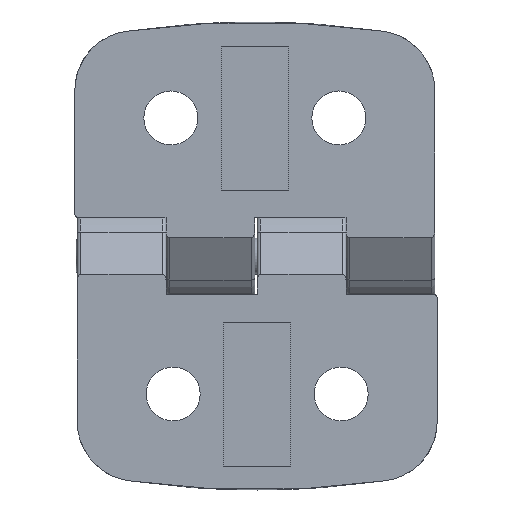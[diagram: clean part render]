
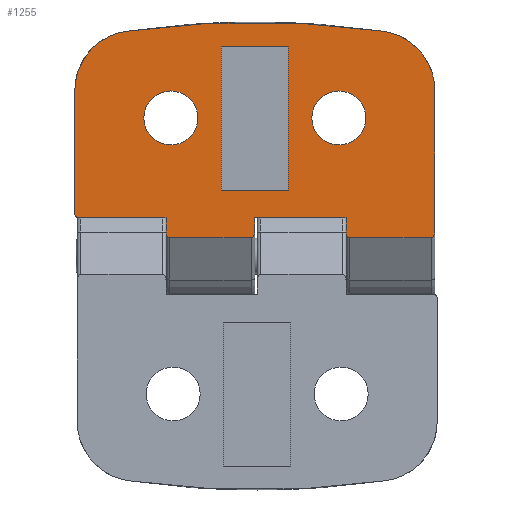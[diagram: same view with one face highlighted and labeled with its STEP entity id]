
A CAD part, front view. The second image highlights one B-rep face of the part: STEP entity #1255.
In plain terms, the highlighted planar face has unit normal (0, -1, 0).
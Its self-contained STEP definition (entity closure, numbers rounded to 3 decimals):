
#563=CARTESIAN_POINT('',(7.,0.,13.75));
#564=VERTEX_POINT('',#563);
#565=CARTESIAN_POINT('',(7.,0.,11.5));
#566=DIRECTION('',(0.0,-1.0,0.0));
#567=DIRECTION('',(0.0,0.0,-1.0));
#568=AXIS2_PLACEMENT_3D('',#565,#566,#567);
#569=CIRCLE('',#568,2.25);
#570=EDGE_CURVE('',#564,#564,#569,.T.);
#583=CARTESIAN_POINT('',(-7.,0.,13.75));
#584=VERTEX_POINT('',#583);
#585=CARTESIAN_POINT('',(-7.,0.,11.5));
#586=DIRECTION('',(0.0,-1.0,0.0));
#587=DIRECTION('',(0.0,0.0,1.0));
#588=AXIS2_PLACEMENT_3D('',#585,#586,#587);
#589=CIRCLE('',#588,2.25);
#590=EDGE_CURVE('',#584,#584,#589,.T.);
#724=CARTESIAN_POINT('',(-10.714,0.,18.731));
#725=VERTEX_POINT('',#724);
#732=CARTESIAN_POINT('',(10.714,0.,18.731));
#733=VERTEX_POINT('',#732);
#734=CARTESIAN_POINT('',(0.,0.,-55.5));
#735=DIRECTION('',(0.0,1.0,0.0));
#736=DIRECTION('',(0.0,0.0,1.0));
#737=AXIS2_PLACEMENT_3D('',#734,#735,#736);
#738=CIRCLE('',#737,75.0);
#739=EDGE_CURVE('',#725,#733,#738,.T.);
#1074=CARTESIAN_POINT('',(-15.0,0.,19.5));
#1075=DIRECTION('',(0.0,-1.0,0.0));
#1076=DIRECTION('',(0.0,0.0,-1.0));
#1077=AXIS2_PLACEMENT_3D('',#1074,#1075,#1076);
#1078=PLANE('',#1077);
#1079=CARTESIAN_POINT('',(-7.4,0.,2.126));
#1080=VERTEX_POINT('',#1079);
#1081=CARTESIAN_POINT('',(-7.4,0.,3.2));
#1082=VERTEX_POINT('',#1081);
#1083=CARTESIAN_POINT('',(-7.4,0.,2.126));
#1084=DIRECTION('',(0.0,0.0,1.0));
#1085=VECTOR('',#1084,1.074);
#1086=LINE('',#1083,#1085);
#1087=EDGE_CURVE('',#1080,#1082,#1086,.T.);
#1088=ORIENTED_EDGE('',*,*,#1087,.F.);
#1089=CARTESIAN_POINT('',(-7.1,0.,1.526));
#1090=VERTEX_POINT('',#1089);
#1091=CARTESIAN_POINT('',(-7.1,0.,2.126));
#1092=DIRECTION('',(0.0,-1.0,0.0));
#1093=DIRECTION('',(0.,0.0,-1.0));
#1094=AXIS2_PLACEMENT_3D('',#1091,#1092,#1093);
#1095=ELLIPSE('',#1094,0.6,0.3);
#1096=EDGE_CURVE('',#1080,#1090,#1095,.T.);
#1097=ORIENTED_EDGE('',*,*,#1096,.T.);
#1098=CARTESIAN_POINT('',(-0.3,0.,1.526));
#1099=VERTEX_POINT('',#1098);
#1100=CARTESIAN_POINT('',(-7.1,0.,1.526));
#1101=DIRECTION('',(1.0,0.0,0.0));
#1102=VECTOR('',#1101,6.8);
#1103=LINE('',#1100,#1102);
#1104=EDGE_CURVE('',#1090,#1099,#1103,.T.);
#1105=ORIENTED_EDGE('',*,*,#1104,.T.);
#1106=CARTESIAN_POINT('',(0.,0.,2.126));
#1107=VERTEX_POINT('',#1106);
#1108=CARTESIAN_POINT('',(-0.3,0.,2.126));
#1109=DIRECTION('',(0.0,-1.0,0.0));
#1110=DIRECTION('',(0.0,0.0,-1.0));
#1111=AXIS2_PLACEMENT_3D('',#1108,#1109,#1110);
#1112=ELLIPSE('',#1111,0.6,0.3);
#1113=EDGE_CURVE('',#1099,#1107,#1112,.T.);
#1114=ORIENTED_EDGE('',*,*,#1113,.T.);
#1115=CARTESIAN_POINT('',(0.,0.,3.2));
#1116=VERTEX_POINT('',#1115);
#1117=CARTESIAN_POINT('',(0.,0.,2.126));
#1118=DIRECTION('',(0.0,0.0,1.0));
#1119=VECTOR('',#1118,1.074);
#1120=LINE('',#1117,#1119);
#1121=EDGE_CURVE('',#1107,#1116,#1120,.T.);
#1122=ORIENTED_EDGE('',*,*,#1121,.T.);
#1123=CARTESIAN_POINT('',(7.6,0.,3.2));
#1124=VERTEX_POINT('',#1123);
#1125=CARTESIAN_POINT('',(7.6,0.,3.2));
#1126=DIRECTION('',(-1.0,0.0,0.0));
#1127=VECTOR('',#1126,7.6);
#1128=LINE('',#1125,#1127);
#1129=EDGE_CURVE('',#1124,#1116,#1128,.T.);
#1130=ORIENTED_EDGE('',*,*,#1129,.F.);
#1131=CARTESIAN_POINT('',(7.6,0.,2.126));
#1132=VERTEX_POINT('',#1131);
#1133=CARTESIAN_POINT('',(7.6,0.,2.126));
#1134=DIRECTION('',(0.0,0.0,1.0));
#1135=VECTOR('',#1134,1.074);
#1136=LINE('',#1133,#1135);
#1137=EDGE_CURVE('',#1132,#1124,#1136,.T.);
#1138=ORIENTED_EDGE('',*,*,#1137,.F.);
#1139=CARTESIAN_POINT('',(7.9,0.,1.526));
#1140=VERTEX_POINT('',#1139);
#1141=CARTESIAN_POINT('',(7.9,0.,2.126));
#1142=DIRECTION('',(0.0,-1.0,0.0));
#1143=DIRECTION('',(0.,0.0,-1.0));
#1144=AXIS2_PLACEMENT_3D('',#1141,#1142,#1143);
#1145=ELLIPSE('',#1144,0.6,0.3);
#1146=EDGE_CURVE('',#1132,#1140,#1145,.T.);
#1147=ORIENTED_EDGE('',*,*,#1146,.T.);
#1148=CARTESIAN_POINT('',(14.7,0.,1.526));
#1149=VERTEX_POINT('',#1148);
#1150=CARTESIAN_POINT('',(7.9,0.,1.526));
#1151=DIRECTION('',(1.0,0.0,0.0));
#1152=VECTOR('',#1151,6.8);
#1153=LINE('',#1150,#1152);
#1154=EDGE_CURVE('',#1140,#1149,#1153,.T.);
#1155=ORIENTED_EDGE('',*,*,#1154,.T.);
#1156=CARTESIAN_POINT('',(15.0,0.,2.126));
#1157=VERTEX_POINT('',#1156);
#1158=CARTESIAN_POINT('',(14.7,0.,2.126));
#1159=DIRECTION('',(0.0,-1.0,0.0));
#1160=DIRECTION('',(0.,0.0,-1.0));
#1161=AXIS2_PLACEMENT_3D('',#1158,#1159,#1160);
#1162=ELLIPSE('',#1161,0.6,0.3);
#1163=EDGE_CURVE('',#1149,#1157,#1162,.T.);
#1164=ORIENTED_EDGE('',*,*,#1163,.T.);
#1165=CARTESIAN_POINT('',(15.0,0.,13.782));
#1166=VERTEX_POINT('',#1165);
#1167=CARTESIAN_POINT('',(15.0,0.,2.126));
#1168=DIRECTION('',(0.0,0.0,1.0));
#1169=VECTOR('',#1168,11.656);
#1170=LINE('',#1167,#1169);
#1171=EDGE_CURVE('',#1157,#1166,#1170,.T.);
#1172=ORIENTED_EDGE('',*,*,#1171,.T.);
#1173=CARTESIAN_POINT('',(10.0,0.,13.782));
#1174=DIRECTION('',(0.0,1.0,0.0));
#1175=DIRECTION('',(0.0,0.0,1.0));
#1176=AXIS2_PLACEMENT_3D('',#1173,#1174,#1175);
#1177=CIRCLE('',#1176,5.0);
#1178=EDGE_CURVE('',#733,#1166,#1177,.T.);
#1179=ORIENTED_EDGE('',*,*,#1178,.F.);
#1180=ORIENTED_EDGE('',*,*,#739,.F.);
#1181=CARTESIAN_POINT('',(-15.0,0.,13.782));
#1182=VERTEX_POINT('',#1181);
#1183=CARTESIAN_POINT('',(-10.0,0.,13.782));
#1184=DIRECTION('',(0.0,1.0,0.0));
#1185=DIRECTION('',(0.0,0.0,-1.0));
#1186=AXIS2_PLACEMENT_3D('',#1183,#1184,#1185);
#1187=CIRCLE('',#1186,5.0);
#1188=EDGE_CURVE('',#1182,#725,#1187,.T.);
#1189=ORIENTED_EDGE('',*,*,#1188,.F.);
#1190=CARTESIAN_POINT('',(-15.0,0.,3.512));
#1191=VERTEX_POINT('',#1190);
#1192=CARTESIAN_POINT('',(-15.0,0.,3.512));
#1193=DIRECTION('',(0.0,0.0,1.0));
#1194=VECTOR('',#1193,10.27);
#1195=LINE('',#1192,#1194);
#1196=EDGE_CURVE('',#1191,#1182,#1195,.T.);
#1197=ORIENTED_EDGE('',*,*,#1196,.F.);
#1198=CARTESIAN_POINT('',(-14.7,0.,3.2));
#1199=VERTEX_POINT('',#1198);
#1200=CARTESIAN_POINT('',(-14.7,0.,3.512));
#1201=DIRECTION('',(0.0,-1.0,0.0));
#1202=DIRECTION('',(0.,0.0,-1.0));
#1203=AXIS2_PLACEMENT_3D('',#1200,#1201,#1202);
#1204=ELLIPSE('',#1203,0.312,0.3);
#1205=EDGE_CURVE('',#1191,#1199,#1204,.T.);
#1206=ORIENTED_EDGE('',*,*,#1205,.T.);
#1207=CARTESIAN_POINT('',(-14.7,0.,3.2));
#1208=DIRECTION('',(1.0,0.0,0.0));
#1209=VECTOR('',#1208,7.3);
#1210=LINE('',#1207,#1209);
#1211=EDGE_CURVE('',#1199,#1082,#1210,.T.);
#1212=ORIENTED_EDGE('',*,*,#1211,.T.);
#1213=EDGE_LOOP('',(#1088,#1097,#1105,#1114,#1122,#1130,#1138,#1147,#1155,#1164,#1172,#1179,#1180,#1189,#1197,#1206,#1212));
#1214=FACE_OUTER_BOUND('',#1213,.T.);
#1215=CARTESIAN_POINT('',(-2.8,0.,17.5));
#1216=VERTEX_POINT('',#1215);
#1217=CARTESIAN_POINT('',(-2.8,0.,5.5));
#1218=VERTEX_POINT('',#1217);
#1219=CARTESIAN_POINT('',(-2.8,0.,17.5));
#1220=DIRECTION('',(0.0,0.0,-1.0));
#1221=VECTOR('',#1220,12.0);
#1222=LINE('',#1219,#1221);
#1223=EDGE_CURVE('',#1216,#1218,#1222,.T.);
#1224=ORIENTED_EDGE('',*,*,#1223,.F.);
#1225=CARTESIAN_POINT('',(2.8,0.,17.5));
#1226=VERTEX_POINT('',#1225);
#1227=CARTESIAN_POINT('',(2.8,0.,17.5));
#1228=DIRECTION('',(-1.0,0.0,0.0));
#1229=VECTOR('',#1228,5.6);
#1230=LINE('',#1227,#1229);
#1231=EDGE_CURVE('',#1226,#1216,#1230,.T.);
#1232=ORIENTED_EDGE('',*,*,#1231,.F.);
#1233=CARTESIAN_POINT('',(2.8,0.,5.5));
#1234=VERTEX_POINT('',#1233);
#1235=CARTESIAN_POINT('',(2.8,0.,5.5));
#1236=DIRECTION('',(0.0,0.0,1.0));
#1237=VECTOR('',#1236,12.0);
#1238=LINE('',#1235,#1237);
#1239=EDGE_CURVE('',#1234,#1226,#1238,.T.);
#1240=ORIENTED_EDGE('',*,*,#1239,.F.);
#1241=CARTESIAN_POINT('',(-2.8,0.,5.5));
#1242=DIRECTION('',(1.0,0.0,0.0));
#1243=VECTOR('',#1242,5.6);
#1244=LINE('',#1241,#1243);
#1245=EDGE_CURVE('',#1218,#1234,#1244,.T.);
#1246=ORIENTED_EDGE('',*,*,#1245,.F.);
#1247=EDGE_LOOP('',(#1224,#1232,#1240,#1246));
#1248=FACE_BOUND('',#1247,.T.);
#1249=ORIENTED_EDGE('',*,*,#570,.F.);
#1250=EDGE_LOOP('',(#1249));
#1251=FACE_BOUND('',#1250,.T.);
#1252=ORIENTED_EDGE('',*,*,#590,.F.);
#1253=EDGE_LOOP('',(#1252));
#1254=FACE_BOUND('',#1253,.T.);
#1255=ADVANCED_FACE('',(#1214,#1248,#1251,#1254),#1078,.T.);
